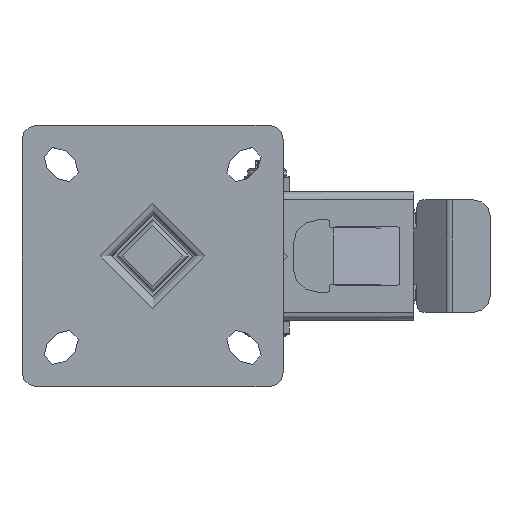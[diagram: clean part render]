
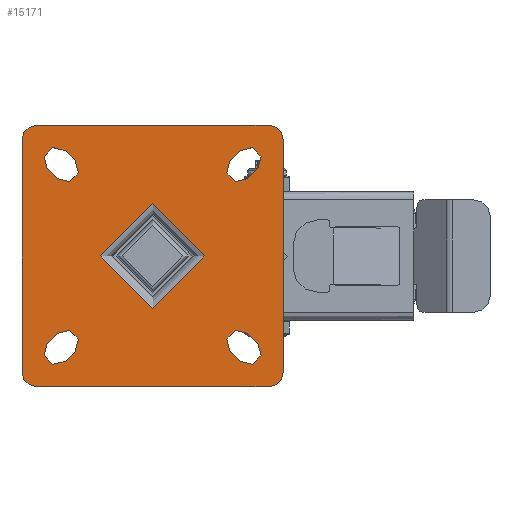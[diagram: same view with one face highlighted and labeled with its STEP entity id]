
A CAD part, top view. The second image highlights one B-rep face of the part: STEP entity #15171.
In plain terms, the highlighted planar face has unit normal (0, 0, 1).
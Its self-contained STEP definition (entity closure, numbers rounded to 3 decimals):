
#217=FACE_BOUND('',#5177,.T.);
#218=FACE_BOUND('',#5178,.T.);
#219=FACE_BOUND('',#5179,.T.);
#220=FACE_BOUND('',#5180,.T.);
#221=FACE_BOUND('',#5181,.T.);
#404=PLANE('',#16542);
#1433=LINE('',#23482,#2699);
#1435=LINE('',#23485,#2701);
#1437=LINE('',#23488,#2703);
#1439=LINE('',#23491,#2705);
#1441=LINE('',#23494,#2707);
#1443=LINE('',#23497,#2709);
#1445=LINE('',#23500,#2711);
#1447=LINE('',#23503,#2713);
#1448=LINE('',#23505,#2714);
#1451=LINE('',#23509,#2717);
#1454=LINE('',#23514,#2720);
#1455=LINE('',#23516,#2721);
#2699=VECTOR('',#19057,1000.);
#2701=VECTOR('',#19061,1000.);
#2703=VECTOR('',#19065,1000.);
#2705=VECTOR('',#19069,1000.);
#2707=VECTOR('',#19073,1000.);
#2709=VECTOR('',#19077,1000.);
#2711=VECTOR('',#19081,1000.);
#2713=VECTOR('',#19085,1000.);
#2714=VECTOR('',#19088,1000.);
#2717=VECTOR('',#19093,1000.);
#2720=VECTOR('',#19100,1000.);
#2721=VECTOR('',#19103,1000.);
#4257=FACE_OUTER_BOUND('',#5176,.T.);
#5176=EDGE_LOOP('',(#11647,#11648,#11649,#11650,#11651,#11652,#11653,#11654));
#5177=EDGE_LOOP('',(#11655,#11656,#11657,#11658));
#5178=EDGE_LOOP('',(#11659,#11660,#11661,#11662));
#5179=EDGE_LOOP('',(#11663,#11664,#11665,#11666));
#5180=EDGE_LOOP('',(#11667,#11668,#11669,#11670));
#5181=EDGE_LOOP('',(#11671));
#5948=CIRCLE('',#16066,13.);
#5953=CIRCLE('',#16074,3.5);
#5955=CIRCLE('',#16077,3.5);
#5957=CIRCLE('',#16080,3.5);
#5959=CIRCLE('',#16083,3.5);
#5962=CIRCLE('',#16087,3.125);
#5963=CIRCLE('',#16089,3.125);
#5965=CIRCLE('',#16092,3.125);
#5968=CIRCLE('',#16096,3.125);
#5969=CIRCLE('',#16098,3.125);
#5972=CIRCLE('',#16102,3.125);
#5974=CIRCLE('',#16105,3.125);
#5975=CIRCLE('',#16107,3.125);
#6670=VERTEX_POINT('',#22365);
#6674=VERTEX_POINT('',#22379);
#6675=VERTEX_POINT('',#22380);
#6678=VERTEX_POINT('',#22388);
#6679=VERTEX_POINT('',#22389);
#6682=VERTEX_POINT('',#22397);
#6683=VERTEX_POINT('',#22398);
#6686=VERTEX_POINT('',#22406);
#6687=VERTEX_POINT('',#22407);
#6692=VERTEX_POINT('',#22418);
#6693=VERTEX_POINT('',#22420);
#6694=VERTEX_POINT('',#22424);
#6695=VERTEX_POINT('',#22425);
#6698=VERTEX_POINT('',#22433);
#6699=VERTEX_POINT('',#22434);
#6704=VERTEX_POINT('',#22445);
#6705=VERTEX_POINT('',#22447);
#6706=VERTEX_POINT('',#22451);
#6707=VERTEX_POINT('',#22452);
#6712=VERTEX_POINT('',#22463);
#6713=VERTEX_POINT('',#22465);
#6716=VERTEX_POINT('',#22472);
#6717=VERTEX_POINT('',#22474);
#6718=VERTEX_POINT('',#22478);
#6719=VERTEX_POINT('',#22479);
#8156=EDGE_CURVE('',#6670,#6670,#5948,.T.);
#8162=EDGE_CURVE('',#6674,#6675,#5953,.T.);
#8166=EDGE_CURVE('',#6678,#6679,#5955,.T.);
#8170=EDGE_CURVE('',#6682,#6683,#5957,.T.);
#8174=EDGE_CURVE('',#6686,#6687,#5959,.T.);
#8180=EDGE_CURVE('',#6693,#6692,#5962,.T.);
#8182=EDGE_CURVE('',#6694,#6695,#5963,.T.);
#8186=EDGE_CURVE('',#6698,#6699,#5965,.T.);
#8192=EDGE_CURVE('',#6705,#6704,#5968,.T.);
#8194=EDGE_CURVE('',#6706,#6707,#5969,.T.);
#8200=EDGE_CURVE('',#6713,#6712,#5972,.T.);
#8204=EDGE_CURVE('',#6717,#6716,#5974,.T.);
#8206=EDGE_CURVE('',#6718,#6719,#5975,.T.);
#8707=EDGE_CURVE('',#6719,#6717,#1433,.T.);
#8709=EDGE_CURVE('',#6716,#6718,#1435,.T.);
#8711=EDGE_CURVE('',#6712,#6706,#1437,.T.);
#8713=EDGE_CURVE('',#6707,#6713,#1439,.T.);
#8715=EDGE_CURVE('',#6704,#6698,#1441,.T.);
#8717=EDGE_CURVE('',#6699,#6705,#1443,.T.);
#8719=EDGE_CURVE('',#6695,#6693,#1445,.T.);
#8721=EDGE_CURVE('',#6692,#6694,#1447,.T.);
#8722=EDGE_CURVE('',#6683,#6686,#1448,.T.);
#8725=EDGE_CURVE('',#6679,#6674,#1451,.T.);
#8728=EDGE_CURVE('',#6687,#6678,#1454,.T.);
#8729=EDGE_CURVE('',#6675,#6682,#1455,.T.);
#11647=ORIENTED_EDGE('',*,*,#8162,.F.);
#11648=ORIENTED_EDGE('',*,*,#8725,.F.);
#11649=ORIENTED_EDGE('',*,*,#8166,.F.);
#11650=ORIENTED_EDGE('',*,*,#8728,.F.);
#11651=ORIENTED_EDGE('',*,*,#8174,.F.);
#11652=ORIENTED_EDGE('',*,*,#8722,.F.);
#11653=ORIENTED_EDGE('',*,*,#8170,.F.);
#11654=ORIENTED_EDGE('',*,*,#8729,.F.);
#11655=ORIENTED_EDGE('',*,*,#8707,.T.);
#11656=ORIENTED_EDGE('',*,*,#8204,.T.);
#11657=ORIENTED_EDGE('',*,*,#8709,.T.);
#11658=ORIENTED_EDGE('',*,*,#8206,.T.);
#11659=ORIENTED_EDGE('',*,*,#8711,.T.);
#11660=ORIENTED_EDGE('',*,*,#8194,.T.);
#11661=ORIENTED_EDGE('',*,*,#8713,.T.);
#11662=ORIENTED_EDGE('',*,*,#8200,.T.);
#11663=ORIENTED_EDGE('',*,*,#8715,.T.);
#11664=ORIENTED_EDGE('',*,*,#8186,.T.);
#11665=ORIENTED_EDGE('',*,*,#8717,.T.);
#11666=ORIENTED_EDGE('',*,*,#8192,.T.);
#11667=ORIENTED_EDGE('',*,*,#8719,.T.);
#11668=ORIENTED_EDGE('',*,*,#8180,.T.);
#11669=ORIENTED_EDGE('',*,*,#8721,.T.);
#11670=ORIENTED_EDGE('',*,*,#8182,.T.);
#11671=ORIENTED_EDGE('',*,*,#8156,.F.);
#15171=ADVANCED_FACE('',(#4257,#217,#218,#219,#220,#221),#404,.T.);
#16066=AXIS2_PLACEMENT_3D('',#22367,#17799,#17800);
#16074=AXIS2_PLACEMENT_3D('',#22381,#17816,#17817);
#16077=AXIS2_PLACEMENT_3D('',#22390,#17824,#17825);
#16080=AXIS2_PLACEMENT_3D('',#22399,#17832,#17833);
#16083=AXIS2_PLACEMENT_3D('',#22408,#17840,#17841);
#16087=AXIS2_PLACEMENT_3D('',#22421,#17851,#17852);
#16089=AXIS2_PLACEMENT_3D('',#22426,#17856,#17857);
#16092=AXIS2_PLACEMENT_3D('',#22435,#17864,#17865);
#16096=AXIS2_PLACEMENT_3D('',#22448,#17875,#17876);
#16098=AXIS2_PLACEMENT_3D('',#22453,#17880,#17881);
#16102=AXIS2_PLACEMENT_3D('',#22466,#17891,#17892);
#16105=AXIS2_PLACEMENT_3D('',#22475,#17899,#17900);
#16107=AXIS2_PLACEMENT_3D('',#22480,#17904,#17905);
#16542=AXIS2_PLACEMENT_3D('',#23519,#19108,#19109);
#17799=DIRECTION('center_axis',(0.,0.,1.));
#17800=DIRECTION('ref_axis',(1.,0.,0.));
#17816=DIRECTION('center_axis',(0.,0.,-1.));
#17817=DIRECTION('ref_axis',(-0.707,-0.707,0.));
#17824=DIRECTION('center_axis',(0.,0.,-1.));
#17825=DIRECTION('ref_axis',(0.707,-0.707,0.));
#17832=DIRECTION('center_axis',(0.,0.,-1.));
#17833=DIRECTION('ref_axis',(-0.707,0.707,0.));
#17840=DIRECTION('center_axis',(0.,0.,-1.));
#17841=DIRECTION('ref_axis',(0.707,0.707,0.));
#17851=DIRECTION('center_axis',(0.,0.,-1.));
#17852=DIRECTION('ref_axis',(1.,0.,0.));
#17856=DIRECTION('center_axis',(0.,0.,-1.));
#17857=DIRECTION('ref_axis',(1.,0.,0.));
#17864=DIRECTION('center_axis',(0.,0.,-1.));
#17865=DIRECTION('ref_axis',(1.,0.,0.));
#17875=DIRECTION('center_axis',(0.,0.,-1.));
#17876=DIRECTION('ref_axis',(1.,0.,0.));
#17880=DIRECTION('center_axis',(0.,0.,-1.));
#17881=DIRECTION('ref_axis',(-1.,0.,0.));
#17891=DIRECTION('center_axis',(0.,0.,-1.));
#17892=DIRECTION('ref_axis',(-1.,0.,0.));
#17899=DIRECTION('center_axis',(0.,0.,-1.));
#17900=DIRECTION('ref_axis',(-1.,0.,0.));
#17904=DIRECTION('center_axis',(0.,0.,-1.));
#17905=DIRECTION('ref_axis',(-1.,0.,0.));
#19057=DIRECTION('',(0.707,-0.707,0.));
#19061=DIRECTION('',(-0.707,0.707,0.));
#19065=DIRECTION('',(-0.707,-0.707,0.));
#19069=DIRECTION('',(0.707,0.707,0.));
#19073=DIRECTION('',(0.707,0.707,0.));
#19077=DIRECTION('',(-0.707,-0.707,0.));
#19081=DIRECTION('',(-0.707,0.707,0.));
#19085=DIRECTION('',(0.707,-0.707,0.));
#19088=DIRECTION('',(1.,0.,0.));
#19093=DIRECTION('',(-1.,0.,0.));
#19100=DIRECTION('',(0.,-1.,0.));
#19103=DIRECTION('',(0.,1.,0.));
#19108=DIRECTION('center_axis',(0.,0.,1.));
#19109=DIRECTION('ref_axis',(1.,0.,0.));
#22365=CARTESIAN_POINT('',(-13.,0.,0.));
#22367=CARTESIAN_POINT('Origin',(0.,0.,0.));
#22379=CARTESIAN_POINT('',(-29.,-32.5,0.));
#22380=CARTESIAN_POINT('',(-32.5,-29.,0.));
#22381=CARTESIAN_POINT('Origin',(-29.,-29.,0.));
#22388=CARTESIAN_POINT('',(32.5,-29.,0.));
#22389=CARTESIAN_POINT('',(29.,-32.5,0.));
#22390=CARTESIAN_POINT('Origin',(29.,-29.,0.));
#22397=CARTESIAN_POINT('',(-32.5,29.,0.));
#22398=CARTESIAN_POINT('',(-29.,32.5,0.));
#22399=CARTESIAN_POINT('Origin',(-29.,29.,0.));
#22406=CARTESIAN_POINT('',(29.,32.5,0.));
#22407=CARTESIAN_POINT('',(32.5,29.,0.));
#22408=CARTESIAN_POINT('Origin',(29.,29.,0.));
#22418=CARTESIAN_POINT('',(-21.79,26.21,0.));
#22420=CARTESIAN_POINT('',(-26.21,21.79,0.));
#22421=CARTESIAN_POINT('Origin',(-24.,24.,0.));
#22424=CARTESIAN_POINT('',(-19.29,23.71,0.));
#22425=CARTESIAN_POINT('',(-23.71,19.29,0.));
#22426=CARTESIAN_POINT('Origin',(-21.5,21.5,0.));
#22433=CARTESIAN_POINT('',(-23.71,-19.29,0.));
#22434=CARTESIAN_POINT('',(-19.29,-23.71,0.));
#22435=CARTESIAN_POINT('Origin',(-21.5,-21.5,0.));
#22445=CARTESIAN_POINT('',(-26.21,-21.79,0.));
#22447=CARTESIAN_POINT('',(-21.79,-26.21,0.));
#22448=CARTESIAN_POINT('Origin',(-24.,-24.,0.));
#22451=CARTESIAN_POINT('',(23.71,19.29,0.));
#22452=CARTESIAN_POINT('',(19.29,23.71,0.));
#22453=CARTESIAN_POINT('Origin',(21.5,21.5,0.));
#22463=CARTESIAN_POINT('',(26.21,21.79,0.));
#22465=CARTESIAN_POINT('',(21.79,26.21,0.));
#22466=CARTESIAN_POINT('Origin',(24.,24.,0.));
#22472=CARTESIAN_POINT('',(21.79,-26.21,0.));
#22474=CARTESIAN_POINT('',(26.21,-21.79,0.));
#22475=CARTESIAN_POINT('Origin',(24.,-24.,0.));
#22478=CARTESIAN_POINT('',(19.29,-23.71,0.));
#22479=CARTESIAN_POINT('',(23.71,-19.29,0.));
#22480=CARTESIAN_POINT('Origin',(21.5,-21.5,0.));
#23482=CARTESIAN_POINT('',(23.71,-19.29,0.));
#23485=CARTESIAN_POINT('',(19.29,-23.71,0.));
#23488=CARTESIAN_POINT('',(24.,19.581,0.));
#23491=CARTESIAN_POINT('',(19.29,23.71,0.));
#23494=CARTESIAN_POINT('',(-24.,-19.581,0.));
#23497=CARTESIAN_POINT('',(-19.29,-23.71,0.));
#23500=CARTESIAN_POINT('',(-23.71,19.29,0.));
#23503=CARTESIAN_POINT('',(-19.29,23.71,0.));
#23505=CARTESIAN_POINT('',(-32.5,32.5,0.));
#23509=CARTESIAN_POINT('',(32.5,-32.5,0.));
#23514=CARTESIAN_POINT('',(32.5,32.5,0.));
#23516=CARTESIAN_POINT('',(-32.5,-32.5,0.));
#23519=CARTESIAN_POINT('Origin',(0.,0.,0.));
